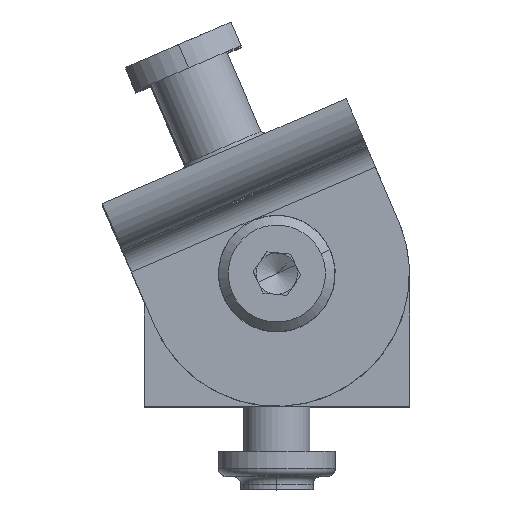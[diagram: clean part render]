
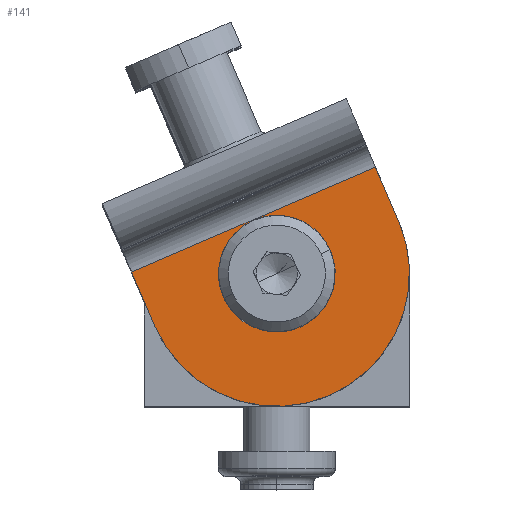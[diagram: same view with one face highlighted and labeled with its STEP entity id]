
A CAD part, top view. The second image highlights one B-rep face of the part: STEP entity #141.
In plain terms, the highlighted planar face has unit normal (0, 0, 1).
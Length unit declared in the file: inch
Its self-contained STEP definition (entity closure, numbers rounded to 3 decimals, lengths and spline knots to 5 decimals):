
#109 = ORIENTED_EDGE ( 'NONE', *, *, #4630, .F. ) ;
#141 = ADVANCED_FACE ( 'NONE', ( #1247, #1248 ), #1249, .F. ) ;
#245 = EDGE_CURVE ( 'NONE', #371, #588, #2052, .T. ) ;
#300 = VERTEX_POINT ( 'NONE', #2604 ) ;
#302 = VERTEX_POINT ( 'NONE', #2652 ) ;
#335 = EDGE_CURVE ( 'NONE', #300, #2258, #2902, .T. ) ;
#355 = EDGE_CURVE ( 'NONE', #371, #302, #3036, .T. ) ;
#371 = VERTEX_POINT ( 'NONE', #3279 ) ;
#409 = EDGE_LOOP ( 'NONE', ( #109, #2929 ) ) ;
#588 = VERTEX_POINT ( 'NONE', #4282 ) ;
#611 = EDGE_CURVE ( 'NONE', #2112, #588, #1390, .T. ) ;
#1247 = FACE_BOUND ( 'NONE', #409, .T. ) ;
#1248 = FACE_OUTER_BOUND ( 'NONE', #2769, .T. ) ;
#1249 = PLANE ( 'NONE',  #1250 ) ;
#1250 = AXIS2_PLACEMENT_3D ( 'NONE', #1251, #1252, #1253 ) ;
#1251 = CARTESIAN_POINT ( 'NONE',  ( -1., 0., 0.188 ) ) ;
#1252 = DIRECTION ( 'NONE',  ( 0., 0., -1. ) ) ;
#1253 = DIRECTION ( 'NONE',  ( -1., 0., 0. ) ) ;
#1279 = CIRCLE ( 'NONE', #1280, 0.1875 ) ;
#1280 = AXIS2_PLACEMENT_3D ( 'NONE', #1281, #1282, #1283 ) ;
#1281 = CARTESIAN_POINT ( 'NONE',  ( -0.5, 0.5, 0.188 ) ) ;
#1282 = DIRECTION ( 'NONE',  ( 0., 0., 1. ) ) ;
#1283 = DIRECTION ( 'NONE',  ( 1., 0., 0. ) ) ;
#1390 = CIRCLE ( 'NONE', #1391, 0.5 ) ;
#1391 = AXIS2_PLACEMENT_3D ( 'NONE', #1392, #1393, #1394 ) ;
#1392 = CARTESIAN_POINT ( 'NONE',  ( -0.5, 0.5, 0.188 ) ) ;
#1393 = DIRECTION ( 'NONE',  ( 0., 0., 1. ) ) ;
#1394 = DIRECTION ( 'NONE',  ( -1., 0., 0. ) ) ;
#2052 = LINE ( 'NONE', #2053, #2054 ) ;
#2053 = CARTESIAN_POINT ( 'NONE',  ( -1., 0., 0.188 ) ) ;
#2054 = VECTOR ( 'NONE', #2055, 39.37008 ) ;
#2055 = DIRECTION ( 'NONE',  ( 0., 1., 0. ) ) ;
#2112 = VERTEX_POINT ( 'NONE', #2984 ) ;
#2258 = VERTEX_POINT ( 'NONE', #3181 ) ;
#2604 = CARTESIAN_POINT ( 'NONE',  ( -0.6875, 0.5, 0.188 ) ) ;
#2652 = CARTESIAN_POINT ( 'NONE',  ( 0., 0.278, 0.188 ) ) ;
#2729 = EDGE_CURVE ( 'NONE', #302, #2112, #3466, .T. ) ;
#2769 = EDGE_LOOP ( 'NONE', ( #4009, #6811, #2859, #6594 ) ) ;
#2859 = ORIENTED_EDGE ( 'NONE', *, *, #2729, .T. ) ;
#2902 = CIRCLE ( 'NONE', #2903, 0.1875 ) ;
#2903 = AXIS2_PLACEMENT_3D ( 'NONE', #2904, #2905, #2906 ) ;
#2904 = CARTESIAN_POINT ( 'NONE',  ( -0.5, 0.5, 0.188 ) ) ;
#2905 = DIRECTION ( 'NONE',  ( 0., 0., 1. ) ) ;
#2906 = DIRECTION ( 'NONE',  ( 1., 0., 0. ) ) ;
#2929 = ORIENTED_EDGE ( 'NONE', *, *, #335, .F. ) ;
#2984 = CARTESIAN_POINT ( 'NONE',  ( 0., 0.5, 0.188 ) ) ;
#3036 = LINE ( 'NONE', #3037, #3038 ) ;
#3037 = CARTESIAN_POINT ( 'NONE',  ( 0., 0.278, 0.188 ) ) ;
#3038 = VECTOR ( 'NONE', #3039, 39.37008 ) ;
#3039 = DIRECTION ( 'NONE',  ( 1., 0., 0. ) ) ;
#3181 = CARTESIAN_POINT ( 'NONE',  ( -0.3125, 0.5, 0.188 ) ) ;
#3279 = CARTESIAN_POINT ( 'NONE',  ( -1., 0.278, 0.188 ) ) ;
#3466 = LINE ( 'NONE', #3467, #3468 ) ;
#3467 = CARTESIAN_POINT ( 'NONE',  ( 0., 0., 0.188 ) ) ;
#3468 = VECTOR ( 'NONE', #3469, 39.37008 ) ;
#3469 = DIRECTION ( 'NONE',  ( 0., 1., 0. ) ) ;
#4009 = ORIENTED_EDGE ( 'NONE', *, *, #245, .F. ) ;
#4282 = CARTESIAN_POINT ( 'NONE',  ( -1., 0.5, 0.188 ) ) ;
#4630 = EDGE_CURVE ( 'NONE', #2258, #300, #1279, .T. ) ;
#6594 = ORIENTED_EDGE ( 'NONE', *, *, #611, .T. ) ;
#6811 = ORIENTED_EDGE ( 'NONE', *, *, #355, .T. ) ;
